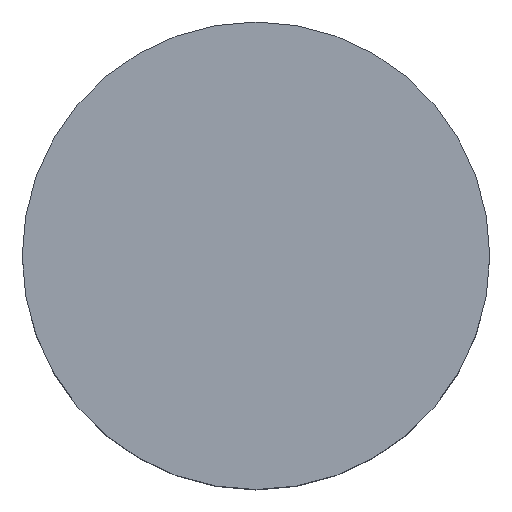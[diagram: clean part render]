
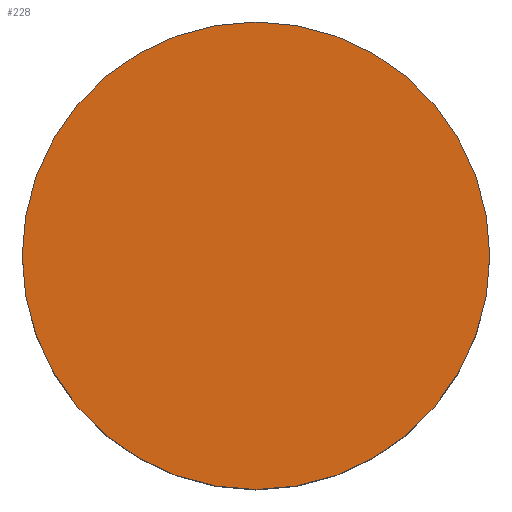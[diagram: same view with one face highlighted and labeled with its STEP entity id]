
A CAD part, top view. The second image highlights one B-rep face of the part: STEP entity #228.
In plain terms, the highlighted planar face has unit normal (0, 0, 1).
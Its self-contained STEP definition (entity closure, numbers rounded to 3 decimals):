
#5 = CIRCLE ( 'NONE', #106, 3. ) ;
#32 = AXIS2_PLACEMENT_3D ( 'NONE', #234, #259, #209 ) ;
#43 = CIRCLE ( 'NONE', #32, 3. ) ;
#46 = CARTESIAN_POINT ( 'NONE',  ( 0., 0., 0. ) ) ;
#53 = VERTEX_POINT ( 'NONE', #65 ) ;
#65 = CARTESIAN_POINT ( 'NONE',  ( -3., 0., 0. ) ) ;
#74 = CARTESIAN_POINT ( 'NONE',  ( 3., 0., 0. ) ) ;
#88 = EDGE_LOOP ( 'NONE', ( #248, #199 ) ) ;
#105 = DIRECTION ( 'NONE',  ( 1., 0., 0. ) ) ;
#106 = AXIS2_PLACEMENT_3D ( 'NONE', #243, #269, #105 ) ;
#132 = EDGE_CURVE ( 'NONE', #53, #253, #43, .T. ) ;
#156 = AXIS2_PLACEMENT_3D ( 'NONE', #46, #294, #264 ) ;
#161 = FACE_OUTER_BOUND ( 'NONE', #88, .T. ) ;
#199 = ORIENTED_EDGE ( 'NONE', *, *, #132, .T. ) ;
#209 = DIRECTION ( 'NONE',  ( 1., 0., 0. ) ) ;
#228 = ADVANCED_FACE ( 'NONE', ( #161 ), #268, .T. ) ;
#234 = CARTESIAN_POINT ( 'NONE',  ( 0., 0., 0. ) ) ;
#243 = CARTESIAN_POINT ( 'NONE',  ( 0., 0., 0. ) ) ;
#248 = ORIENTED_EDGE ( 'NONE', *, *, #306, .T. ) ;
#253 = VERTEX_POINT ( 'NONE', #74 ) ;
#259 = DIRECTION ( 'NONE',  ( 0., 0., 1. ) ) ;
#264 = DIRECTION ( 'NONE',  ( 1., 0., 0. ) ) ;
#268 = PLANE ( 'NONE',  #156 ) ;
#269 = DIRECTION ( 'NONE',  ( 0., 0., 1. ) ) ;
#294 = DIRECTION ( 'NONE',  ( 0., 0., 1. ) ) ;
#306 = EDGE_CURVE ( 'NONE', #253, #53, #5, .T. ) ;
